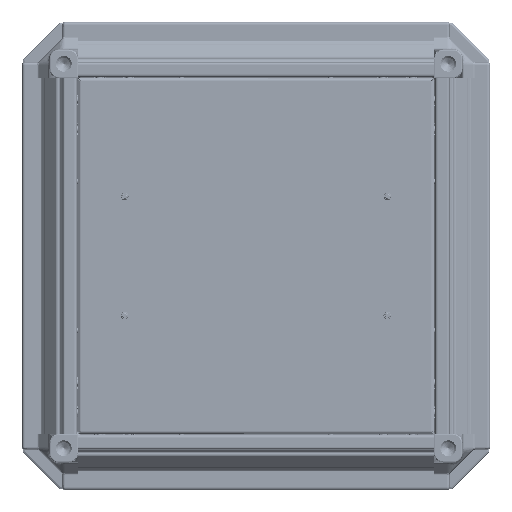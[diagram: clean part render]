
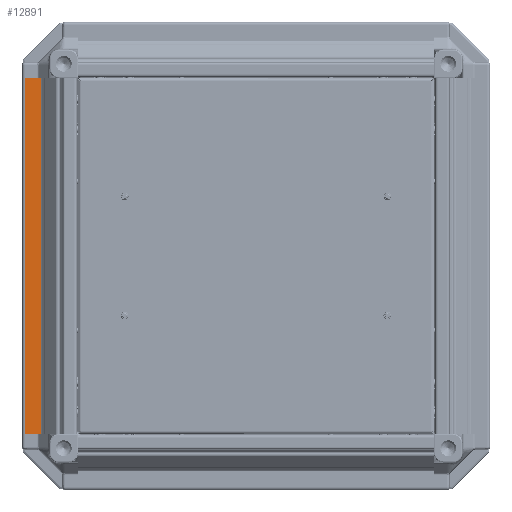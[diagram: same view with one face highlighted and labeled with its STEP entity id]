
A CAD part, front view. The second image highlights one B-rep face of the part: STEP entity #12891.
In plain terms, the highlighted face is planar.
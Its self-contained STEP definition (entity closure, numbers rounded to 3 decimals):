
#539 = ORIENTED_EDGE ( 'NONE', *, *, #27600, .T. ) ;
#1374 = VERTEX_POINT ( 'NONE', #15141 ) ;
#1837 = CARTESIAN_POINT ( 'NONE',  ( -12.747, 1.707, 0. ) ) ;
#2003 = DIRECTION ( 'NONE',  ( 0.707, 0.707, 0. ) ) ;
#2271 = DIRECTION ( 'NONE',  ( 0.707, 0.707, 0. ) ) ;
#4394 = CARTESIAN_POINT ( 'NONE',  ( -12.747, 1.707, 298. ) ) ;
#5973 = EDGE_LOOP ( 'NONE', ( #539, #25292, #46411, #25370 ) ) ;
#6123 = CARTESIAN_POINT ( 'NONE',  ( -22.386, -7.932, 0. ) ) ;
#9450 = CARTESIAN_POINT ( 'NONE',  ( -22.386, -7.932, 298. ) ) ;
#10392 = DIRECTION ( 'NONE',  ( -0.707, 0.707, 0. ) ) ;
#10792 = AXIS2_PLACEMENT_3D ( 'NONE', #9450, #10392, #21252 ) ;
#11511 = LINE ( 'NONE', #45052, #14432 ) ;
#12891 = ADVANCED_FACE ( 'NONE', ( #21019 ), #27786, .F. ) ;
#13496 = CARTESIAN_POINT ( 'NONE',  ( -12.747, 1.707, 298. ) ) ;
#14432 = VECTOR ( 'NONE', #41448, 1000. ) ;
#15141 = CARTESIAN_POINT ( 'NONE',  ( -22.386, -7.932, 298. ) ) ;
#20135 = CARTESIAN_POINT ( 'NONE',  ( -22.386, -7.932, 298. ) ) ;
#20585 = LINE ( 'NONE', #6123, #45535 ) ;
#20932 = EDGE_CURVE ( 'NONE', #1374, #39937, #11511, .T. ) ;
#21019 = FACE_OUTER_BOUND ( 'NONE', #5973, .T. ) ;
#21252 = DIRECTION ( 'NONE',  ( -0.707, -0.707, 0. ) ) ;
#21478 = EDGE_CURVE ( 'NONE', #1374, #31784, #40927, .T. ) ;
#24339 = CARTESIAN_POINT ( 'NONE',  ( -22.386, -7.932, 0. ) ) ;
#24985 = VECTOR ( 'NONE', #38164, 1000. ) ;
#25292 = ORIENTED_EDGE ( 'NONE', *, *, #47333, .F. ) ;
#25370 = ORIENTED_EDGE ( 'NONE', *, *, #20932, .T. ) ;
#27600 = EDGE_CURVE ( 'NONE', #39937, #35030, #20585, .T. ) ;
#27786 = PLANE ( 'NONE',  #10792 ) ;
#31784 = VERTEX_POINT ( 'NONE', #13496 ) ;
#32996 = VECTOR ( 'NONE', #2271, 1000. ) ;
#35030 = VERTEX_POINT ( 'NONE', #1837 ) ;
#38164 = DIRECTION ( 'NONE',  ( 0., 0., -1. ) ) ;
#39937 = VERTEX_POINT ( 'NONE', #24339 ) ;
#40927 = LINE ( 'NONE', #20135, #32996 ) ;
#41448 = DIRECTION ( 'NONE',  ( 0., 0., -1. ) ) ;
#41557 = LINE ( 'NONE', #4394, #24985 ) ;
#45052 = CARTESIAN_POINT ( 'NONE',  ( -22.386, -7.932, 298. ) ) ;
#45535 = VECTOR ( 'NONE', #2003, 1000. ) ;
#46411 = ORIENTED_EDGE ( 'NONE', *, *, #21478, .F. ) ;
#47333 = EDGE_CURVE ( 'NONE', #31784, #35030, #41557, .T. ) ;
